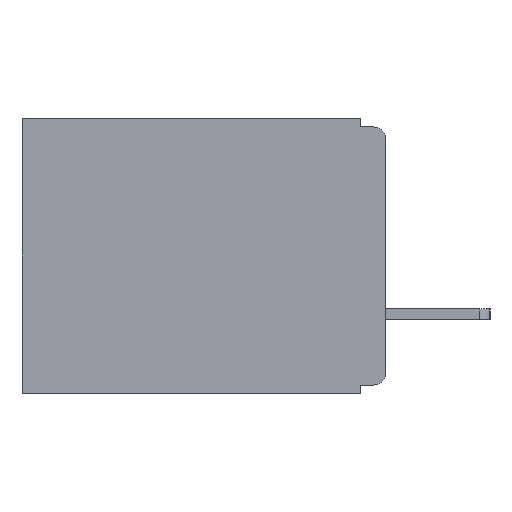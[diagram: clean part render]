
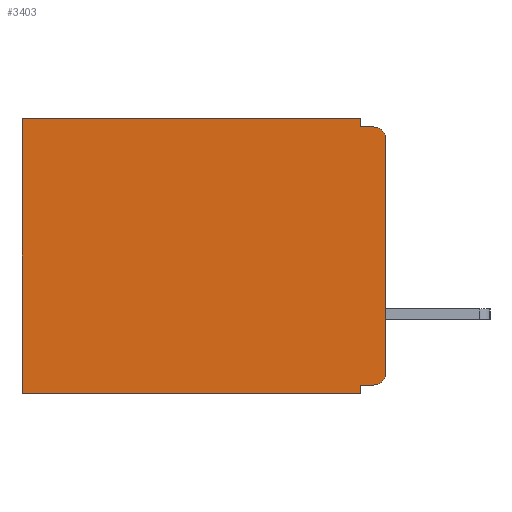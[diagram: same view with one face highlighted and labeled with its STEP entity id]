
A CAD part, left-side view. The second image highlights one B-rep face of the part: STEP entity #3403.
In plain terms, the highlighted planar face has unit normal (-1, 0, 0).
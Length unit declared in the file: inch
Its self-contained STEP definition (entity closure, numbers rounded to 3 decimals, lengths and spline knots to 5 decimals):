
#60 = CARTESIAN_POINT ( 'NONE',  ( 0.3, 0., -0.305 ) ) ;
#170 = VECTOR ( 'NONE', #17927, 39.37008 ) ;
#375 = CARTESIAN_POINT ( 'NONE',  ( 0.3, 0.031, 0. ) ) ;
#827 = CARTESIAN_POINT ( 'NONE',  ( 0.3, 0.437, -0.33 ) ) ;
#850 = AXIS2_PLACEMENT_3D ( 'NONE', #6782, #6117, #6085 ) ;
#1476 = DIRECTION ( 'NONE',  ( 0., 0., -1. ) ) ;
#1576 = CIRCLE ( 'NONE', #850, 0.015 ) ;
#2428 = VECTOR ( 'NONE', #20987, 39.37008 ) ;
#2585 = VECTOR ( 'NONE', #11462, 39.37008 ) ;
#2743 = ORIENTED_EDGE ( 'NONE', *, *, #7625, .T. ) ;
#2891 = ORIENTED_EDGE ( 'NONE', *, *, #8159, .T. ) ;
#2984 = PLANE ( 'NONE',  #13033 ) ;
#2985 = ORIENTED_EDGE ( 'NONE', *, *, #5332, .F. ) ;
#3403 = ADVANCED_FACE ( 'NONE', ( #18405 ), #2984, .F. ) ;
#3944 = VERTEX_POINT ( 'NONE', #9117 ) ;
#4019 = CARTESIAN_POINT ( 'NONE',  ( 0.3, 0.015, -0.32 ) ) ;
#4230 = CIRCLE ( 'NONE', #20278, 0.015 ) ;
#4290 = CARTESIAN_POINT ( 'NONE',  ( 0.3, 0., -0.32 ) ) ;
#4380 = ORIENTED_EDGE ( 'NONE', *, *, #20417, .F. ) ;
#4444 = ORIENTED_EDGE ( 'NONE', *, *, #7046, .T. ) ;
#4535 = VERTEX_POINT ( 'NONE', #12749 ) ;
#4653 = ORIENTED_EDGE ( 'NONE', *, *, #5874, .F. ) ;
#4718 = ORIENTED_EDGE ( 'NONE', *, *, #7139, .F. ) ;
#5106 = VERTEX_POINT ( 'NONE', #10323 ) ;
#5332 = EDGE_CURVE ( 'NONE', #9434, #11737, #14767, .T. ) ;
#5792 = DIRECTION ( 'NONE',  ( 1., 0., 0. ) ) ;
#5797 = CARTESIAN_POINT ( 'NONE',  ( 0.3, 0., -0.33 ) ) ;
#5874 = EDGE_CURVE ( 'NONE', #17910, #3944, #21064, .T. ) ;
#5912 = EDGE_CURVE ( 'NONE', #10638, #9434, #6978, .T. ) ;
#6085 = DIRECTION ( 'NONE',  ( 0., 0., -1. ) ) ;
#6117 = DIRECTION ( 'NONE',  ( -1., 0., 0. ) ) ;
#6384 = DIRECTION ( 'NONE',  ( 0., 0., -1. ) ) ;
#6782 = CARTESIAN_POINT ( 'NONE',  ( 0.3, 0.015, -0.025 ) ) ;
#6978 = LINE ( 'NONE', #8317, #19509 ) ;
#7046 = EDGE_CURVE ( 'NONE', #8696, #3944, #1576, .T. ) ;
#7139 = EDGE_CURVE ( 'NONE', #5106, #17910, #17079, .T. ) ;
#7302 = EDGE_CURVE ( 'NONE', #8712, #13782, #4230, .T. ) ;
#7625 = EDGE_CURVE ( 'NONE', #5106, #4535, #11464, .T. ) ;
#8012 = CARTESIAN_POINT ( 'NONE',  ( 0.3, 0.031, -0.33 ) ) ;
#8159 = EDGE_CURVE ( 'NONE', #4535, #11737, #9272, .T. ) ;
#8317 = CARTESIAN_POINT ( 'NONE',  ( 0.3, 0.031, -0.33 ) ) ;
#8389 = DIRECTION ( 'NONE',  ( 0., 0., -1. ) ) ;
#8494 = EDGE_LOOP ( 'NONE', ( #4380, #4444, #4653, #4718, #2743, #2891, #2985, #14960, #12001, #21220 ) ) ;
#8696 = VERTEX_POINT ( 'NONE', #19377 ) ;
#8712 = VERTEX_POINT ( 'NONE', #4019 ) ;
#9086 = CARTESIAN_POINT ( 'NONE',  ( 0.3, 0., -0.01 ) ) ;
#9117 = CARTESIAN_POINT ( 'NONE',  ( 0.3, 0.015, -0.01 ) ) ;
#9272 = LINE ( 'NONE', #827, #170 ) ;
#9434 = VERTEX_POINT ( 'NONE', #8012 ) ;
#9726 = DIRECTION ( 'NONE',  ( 0., 0., -1. ) ) ;
#10323 = CARTESIAN_POINT ( 'NONE',  ( 0.3, 0.031, 0. ) ) ;
#10638 = VERTEX_POINT ( 'NONE', #16600 ) ;
#10785 = CARTESIAN_POINT ( 'NONE',  ( 0.3, 0.015, -0.305 ) ) ;
#11462 = DIRECTION ( 'NONE',  ( 0., 0., -1. ) ) ;
#11464 = LINE ( 'NONE', #18690, #16537 ) ;
#11737 = VERTEX_POINT ( 'NONE', #17726 ) ;
#12001 = ORIENTED_EDGE ( 'NONE', *, *, #14717, .F. ) ;
#12235 = LINE ( 'NONE', #19897, #2585 ) ;
#12471 = VECTOR ( 'NONE', #14549, 39.37008 ) ;
#12749 = CARTESIAN_POINT ( 'NONE',  ( 0.3, 0.437, 0. ) ) ;
#13033 = AXIS2_PLACEMENT_3D ( 'NONE', #5797, #5792, #8389 ) ;
#13340 = DIRECTION ( 'NONE',  ( -1., 0., 0. ) ) ;
#13703 = VECTOR ( 'NONE', #17702, 39.37008 ) ;
#13782 = VERTEX_POINT ( 'NONE', #60 ) ;
#14549 = DIRECTION ( 'NONE',  ( 0., 1., 0. ) ) ;
#14717 = EDGE_CURVE ( 'NONE', #8712, #10638, #21420, .T. ) ;
#14767 = LINE ( 'NONE', #17454, #13703 ) ;
#14960 = ORIENTED_EDGE ( 'NONE', *, *, #5912, .F. ) ;
#16537 = VECTOR ( 'NONE', #18703, 39.37008 ) ;
#16552 = VECTOR ( 'NONE', #6384, 39.37008 ) ;
#16600 = CARTESIAN_POINT ( 'NONE',  ( 0.3, 0.031, -0.32 ) ) ;
#17079 = LINE ( 'NONE', #375, #16552 ) ;
#17454 = CARTESIAN_POINT ( 'NONE',  ( 0.3, 0., -0.33 ) ) ;
#17702 = DIRECTION ( 'NONE',  ( 0., 1., 0. ) ) ;
#17726 = CARTESIAN_POINT ( 'NONE',  ( 0.3, 0.437, -0.33 ) ) ;
#17910 = VERTEX_POINT ( 'NONE', #19824 ) ;
#17927 = DIRECTION ( 'NONE',  ( 0., 0., -1. ) ) ;
#18405 = FACE_OUTER_BOUND ( 'NONE', #8494, .T. ) ;
#18690 = CARTESIAN_POINT ( 'NONE',  ( 0.3, 0., 0. ) ) ;
#18703 = DIRECTION ( 'NONE',  ( 0., 1., 0. ) ) ;
#19377 = CARTESIAN_POINT ( 'NONE',  ( 0.3, 0., -0.025 ) ) ;
#19509 = VECTOR ( 'NONE', #9726, 39.37008 ) ;
#19824 = CARTESIAN_POINT ( 'NONE',  ( 0.3, 0.031, -0.01 ) ) ;
#19897 = CARTESIAN_POINT ( 'NONE',  ( 0.3, 0., -0.33 ) ) ;
#20278 = AXIS2_PLACEMENT_3D ( 'NONE', #10785, #13340, #1476 ) ;
#20417 = EDGE_CURVE ( 'NONE', #8696, #13782, #12235, .T. ) ;
#20987 = DIRECTION ( 'NONE',  ( 0., -1., 0. ) ) ;
#21064 = LINE ( 'NONE', #9086, #2428 ) ;
#21220 = ORIENTED_EDGE ( 'NONE', *, *, #7302, .T. ) ;
#21420 = LINE ( 'NONE', #4290, #12471 ) ;
